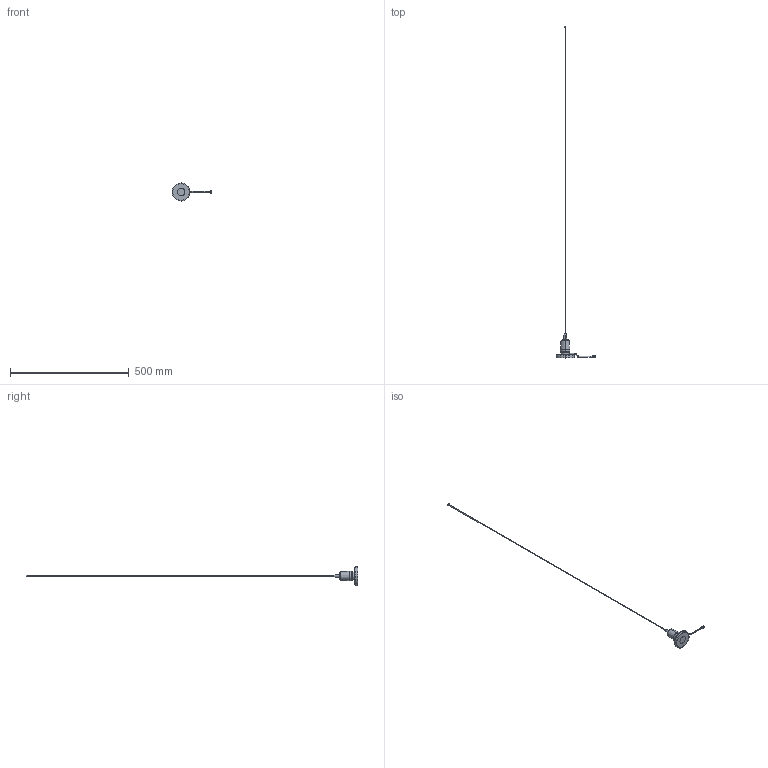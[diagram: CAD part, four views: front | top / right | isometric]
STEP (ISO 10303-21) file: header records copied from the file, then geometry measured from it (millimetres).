
FILE_DESCRIPTION (( 'STEP AP214' ), '1' );
FILE_NAME ('FMANMOB1006-RSP_3D.step', '2023-03-15T17:38:11', ( '' ), ( '' ), 'SwSTEP 2.0', 'SolidWorks 2022', '' );
FILE_SCHEMA (( 'AUTOMOTIVE_DESIGN' ));
Length unit declared in the file: inch
Products named in the file (6): Copy of RSP 230124^FMMA1-RSPA10; Copy of NMO Base w Cable^FMMA1-RSPA10; FMANMOB1006-RSP_3D; Copy of HeatShrink-195_230124^FMMA1-RSPA10; FMMA1-RSPA10; 1084 230124
Assembly tree (5 placements, depth 3):
  FMANMOB1006-RSP_3D
    FMMA1-RSPA10
      Copy of NMO Base w Cable^FMMA1-RSPA10
      Copy of RSP 230124^FMMA1-RSPA10
      Copy of HeatShrink-195_230124^FMMA1-RSPA10
    1084 230124
Bounding box: 167.69 x 1396.54 x 76 mm (x, y, z)
Volume: 128767.7 mm3; surface area: 65344.2 mm2
Topology: 11 solids, 11 shells, 276 faces, 658 edges, 414 vertices
Faces by surface type: cylinder 130, plane 81, cone 37, bspline 14, torus 14
Entity records: 13960 total; most frequent: CARTESIAN_POINT 5634, DIRECTION 1363, ORIENTED_EDGE 1304, EDGE_CURVE 652, AXIS2_PLACEMENT_3D 568, VERTEX_POINT 414, EDGE_LOOP 312, CIRCLE 297
